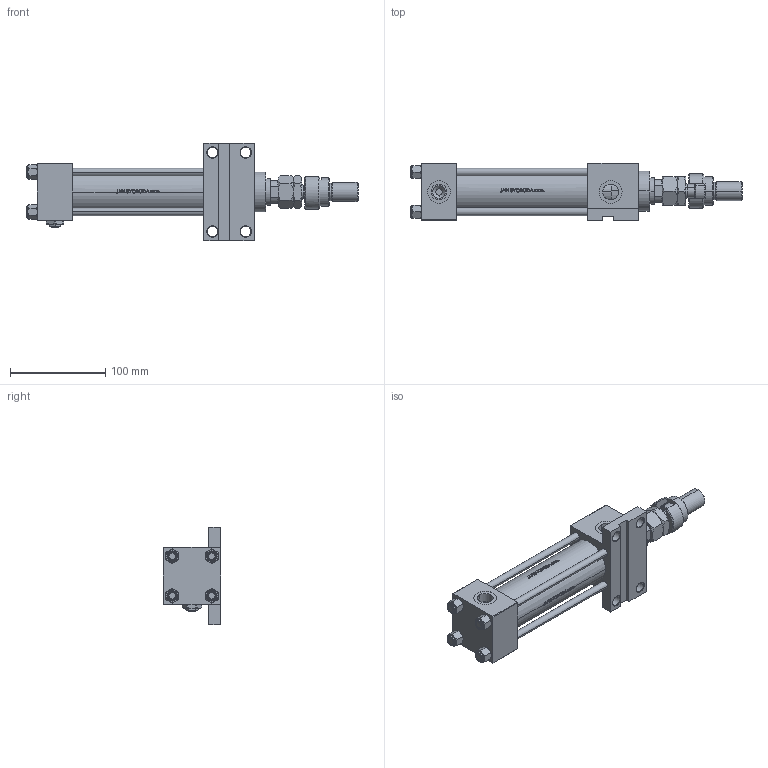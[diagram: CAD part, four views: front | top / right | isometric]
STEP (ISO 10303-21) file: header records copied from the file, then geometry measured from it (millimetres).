
FILE_DESCRIPTION (( 'STEP AP203' ), '1' );
FILE_NAME ('a10a.STEP', '2023-08-23T11:19:06', ( '' ), ( '' ), 'SwSTEP 2.0', 'SolidWorks 2019', '' );
FILE_SCHEMA (( 'CONFIG_CONTROL_DESIGN' ));
Length unit declared in the file: millimetre
Products named in the file (10): V215CR_VCP_F 2be946cfc2bd6494c6f2a41f0b7df5b9; V215CR_F_Body 2be946cfc2bd6494c6f2a41f0b7df5b9; NUT_M5_F 2be946cfc2bd6494c6f2a41f0b7df5b9; MFA 2be946cfc2bd6494c6f2a41f0b7df5b9; DFA 2be946cfc2bd6494c6f2a41f0b7df5b9; V215_VC_A 2be946cfc2bd6494c6f2a41f0b7df5b9; V215CR_F_TYCINKA 2be946cfc2bd6494c6f2a41f0b7df5b9; FEMALE_PART_FOR_DFA 2be946cfc2bd6494c6f2a41f0b7df5b9; a10a; Zatka_pro_OIL_PORT 2be946cfc2bd6494c6f2a41f0b7df5b9
Assembly tree (16 placements, depth 3):
  a10a
    V215CR_F_Body 2be946cfc2bd6494c6f2a41f0b7df5b9
    V215CR_VCP_F 2be946cfc2bd6494c6f2a41f0b7df5b9
    V215CR_F_TYCINKA 2be946cfc2bd6494c6f2a41f0b7df5b9  x4
    NUT_M5_F 2be946cfc2bd6494c6f2a41f0b7df5b9  x4
    V215_VC_A 2be946cfc2bd6494c6f2a41f0b7df5b9
    DFA 2be946cfc2bd6494c6f2a41f0b7df5b9
      FEMALE_PART_FOR_DFA 2be946cfc2bd6494c6f2a41f0b7df5b9
      MFA 2be946cfc2bd6494c6f2a41f0b7df5b9
    Zatka_pro_OIL_PORT 2be946cfc2bd6494c6f2a41f0b7df5b9  x2
Bounding box: 349 x 60 x 103 mm (x, y, z)
Volume: 588446.8 mm3; surface area: 170561.4 mm2
Topology: 15 solids, 15 shells, 1300 faces, 3262 edges, 2090 vertices
Faces by surface type: plane 512, bspline 380, cone 234, cylinder 162, torus 12
Entity records: 53505 total; most frequent: CARTESIAN_POINT 27608, ORIENTED_EDGE 5824, DIRECTION 3825, EDGE_CURVE 2912, VERTEX_POINT 1888, LINE 1423, VECTOR 1423, EDGE_LOOP 1258
